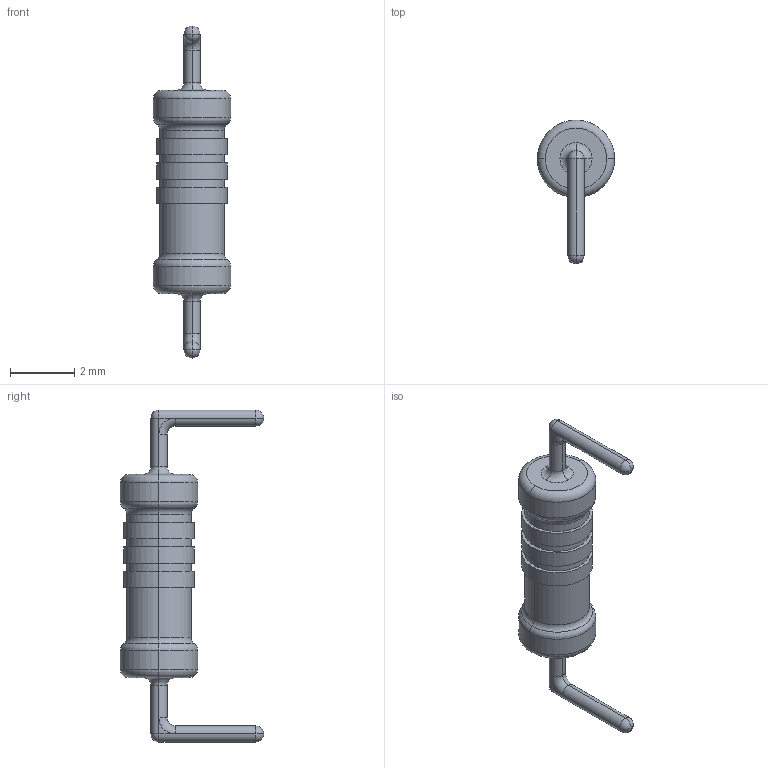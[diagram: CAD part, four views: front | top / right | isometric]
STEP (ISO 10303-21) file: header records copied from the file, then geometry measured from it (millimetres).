
FILE_DESCRIPTION (( 'STEP AP214' ), '1' );
FILE_NAME ('User Library-Resistor_025W.STEP', '2016-06-09T06:45:08', ( 'Windows User' ), ( '' ), 'SwSTEP 2.0', 'SolidWorks 2016', '' );
FILE_SCHEMA (( 'AUTOMOTIVE_DESIGN' ));
Length unit declared in the file: millimetre
Products named in the file (1): User Library-Resistor_025W
Bounding box: 2.4 x 4.45 x 10.3 mm (x, y, z)
Volume: 25.5 mm3; surface area: 70.3 mm2
Topology: 1 solids, 1 shells, 82 faces, 174 edges, 90 vertices
Faces by surface type: cylinder 34, torus 24, plane 12, sphere 12
Entity records: 2544 total; most frequent: DIRECTION 448, CARTESIAN_POINT 335, ORIENTED_EDGE 324, AXIS2_PLACEMENT_3D 203, EDGE_CURVE 162, CIRCLE 120, EDGE_LOOP 90, VERTEX_POINT 90
